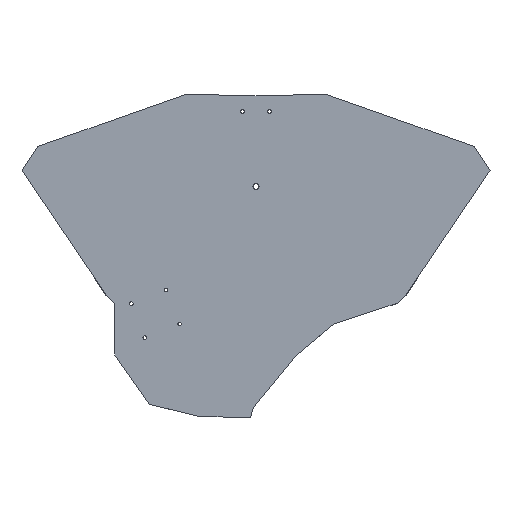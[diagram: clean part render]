
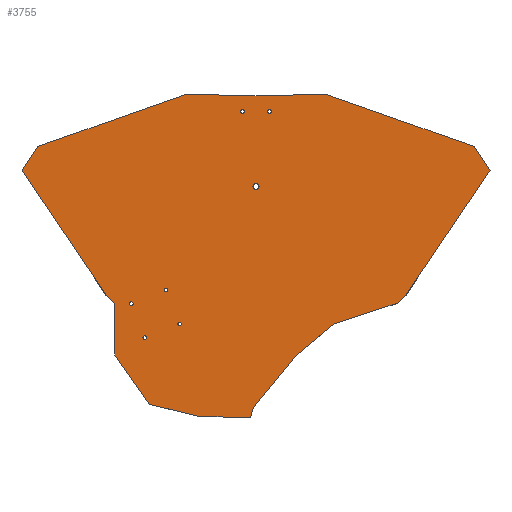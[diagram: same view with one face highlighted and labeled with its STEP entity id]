
A CAD part, top view. The second image highlights one B-rep face of the part: STEP entity #3755.
In plain terms, the highlighted planar face has unit normal (0, 0, 1).
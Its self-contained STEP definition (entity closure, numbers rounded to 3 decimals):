
#42=FACE_BOUND('',#643,.T.);
#43=FACE_BOUND('',#644,.T.);
#44=FACE_BOUND('',#645,.T.);
#45=FACE_BOUND('',#646,.T.);
#46=FACE_BOUND('',#647,.T.);
#47=FACE_BOUND('',#648,.T.);
#48=FACE_BOUND('',#649,.T.);
#219=PLANE('',#4021);
#417=FACE_OUTER_BOUND('',#642,.T.);
#642=EDGE_LOOP('',(#3506,#3507,#3508,#3509,#3510,#3511,#3512,#3513,#3514,
#3515,#3516,#3517,#3518,#3519,#3520,#3521,#3522,#3523));
#643=EDGE_LOOP('',(#3524));
#644=EDGE_LOOP('',(#3525));
#645=EDGE_LOOP('',(#3526));
#646=EDGE_LOOP('',(#3527));
#647=EDGE_LOOP('',(#3528));
#648=EDGE_LOOP('',(#3529));
#649=EDGE_LOOP('',(#3530));
#731=LINE('',#5168,#1196);
#828=LINE('',#5480,#1293);
#831=LINE('',#5485,#1296);
#833=LINE('',#5489,#1298);
#835=LINE('',#5494,#1300);
#838=LINE('',#5499,#1303);
#840=LINE('',#5503,#1305);
#842=LINE('',#5507,#1307);
#844=LINE('',#5510,#1309);
#1098=LINE('',#6012,#1563);
#1100=LINE('',#6016,#1565);
#1102=LINE('',#6020,#1567);
#1104=LINE('',#6024,#1569);
#1105=LINE('',#6026,#1570);
#1107=LINE('',#6030,#1572);
#1109=LINE('',#6034,#1574);
#1111=LINE('',#6038,#1576);
#1112=LINE('',#6040,#1577);
#1196=VECTOR('',#4151,10.);
#1293=VECTOR('',#4478,10.);
#1296=VECTOR('',#4483,10.);
#1298=VECTOR('',#4487,10.);
#1300=VECTOR('',#4491,10.);
#1303=VECTOR('',#4496,10.);
#1305=VECTOR('',#4500,10.);
#1307=VECTOR('',#4504,10.);
#1309=VECTOR('',#4508,10.);
#1563=VECTOR('',#4946,10.);
#1565=VECTOR('',#4950,10.);
#1567=VECTOR('',#4954,10.);
#1569=VECTOR('',#4958,10.);
#1570=VECTOR('',#4961,10.);
#1572=VECTOR('',#4965,10.);
#1574=VECTOR('',#4969,10.);
#1576=VECTOR('',#4973,10.);
#1577=VECTOR('',#4976,10.);
#1580=CIRCLE('',#3771,1.05);
#1582=CIRCLE('',#3774,1.05);
#1610=CIRCLE('',#3843,1.05);
#1613=CIRCLE('',#3850,1.05);
#1616=CIRCLE('',#3856,1.05);
#1619=CIRCLE('',#3862,1.05);
#1633=CIRCLE('',#4020,1.75);
#1634=VERTEX_POINT('',#4995);
#1636=VERTEX_POINT('',#5001);
#1702=VERTEX_POINT('',#5165);
#1703=VERTEX_POINT('',#5167);
#1758=VERTEX_POINT('',#5318);
#1761=VERTEX_POINT('',#5330);
#1764=VERTEX_POINT('',#5341);
#1767=VERTEX_POINT('',#5352);
#1802=VERTEX_POINT('',#5478);
#1803=VERTEX_POINT('',#5479);
#1804=VERTEX_POINT('',#5484);
#1805=VERTEX_POINT('',#5488);
#1806=VERTEX_POINT('',#5492);
#1807=VERTEX_POINT('',#5493);
#1808=VERTEX_POINT('',#5498);
#1809=VERTEX_POINT('',#5502);
#1810=VERTEX_POINT('',#5506);
#1966=VERTEX_POINT('',#6010);
#1967=VERTEX_POINT('',#6014);
#1968=VERTEX_POINT('',#6018);
#1969=VERTEX_POINT('',#6022);
#1970=VERTEX_POINT('',#6028);
#1971=VERTEX_POINT('',#6032);
#1972=VERTEX_POINT('',#6036);
#1973=VERTEX_POINT('',#6047);
#1974=EDGE_CURVE('',#1634,#1634,#1580,.T.);
#1977=EDGE_CURVE('',#1636,#1636,#1582,.T.);
#2060=EDGE_CURVE('',#1703,#1702,#731,.T.);
#2132=EDGE_CURVE('',#1758,#1758,#1610,.T.);
#2137=EDGE_CURVE('',#1761,#1761,#1613,.T.);
#2142=EDGE_CURVE('',#1764,#1764,#1616,.T.);
#2147=EDGE_CURVE('',#1767,#1767,#1619,.T.);
#2205=EDGE_CURVE('',#1802,#1803,#828,.T.);
#2208=EDGE_CURVE('',#1803,#1804,#831,.T.);
#2210=EDGE_CURVE('',#1805,#1804,#833,.T.);
#2212=EDGE_CURVE('',#1806,#1807,#835,.T.);
#2215=EDGE_CURVE('',#1807,#1808,#838,.T.);
#2217=EDGE_CURVE('',#1809,#1808,#840,.T.);
#2219=EDGE_CURVE('',#1810,#1809,#842,.T.);
#2221=EDGE_CURVE('',#1810,#1802,#844,.T.);
#2475=EDGE_CURVE('',#1805,#1966,#1098,.T.);
#2477=EDGE_CURVE('',#1966,#1967,#1100,.T.);
#2479=EDGE_CURVE('',#1967,#1968,#1102,.T.);
#2481=EDGE_CURVE('',#1968,#1969,#1104,.T.);
#2482=EDGE_CURVE('',#1969,#1703,#1105,.T.);
#2484=EDGE_CURVE('',#1702,#1970,#1107,.T.);
#2486=EDGE_CURVE('',#1970,#1971,#1109,.T.);
#2488=EDGE_CURVE('',#1971,#1972,#1111,.T.);
#2489=EDGE_CURVE('',#1972,#1806,#1112,.T.);
#2491=EDGE_CURVE('',#1973,#1973,#1633,.T.);
#3506=ORIENTED_EDGE('',*,*,#2475,.T.);
#3507=ORIENTED_EDGE('',*,*,#2477,.T.);
#3508=ORIENTED_EDGE('',*,*,#2479,.T.);
#3509=ORIENTED_EDGE('',*,*,#2481,.T.);
#3510=ORIENTED_EDGE('',*,*,#2482,.T.);
#3511=ORIENTED_EDGE('',*,*,#2060,.T.);
#3512=ORIENTED_EDGE('',*,*,#2484,.T.);
#3513=ORIENTED_EDGE('',*,*,#2486,.T.);
#3514=ORIENTED_EDGE('',*,*,#2488,.T.);
#3515=ORIENTED_EDGE('',*,*,#2489,.T.);
#3516=ORIENTED_EDGE('',*,*,#2212,.T.);
#3517=ORIENTED_EDGE('',*,*,#2215,.T.);
#3518=ORIENTED_EDGE('',*,*,#2217,.F.);
#3519=ORIENTED_EDGE('',*,*,#2219,.F.);
#3520=ORIENTED_EDGE('',*,*,#2221,.T.);
#3521=ORIENTED_EDGE('',*,*,#2205,.T.);
#3522=ORIENTED_EDGE('',*,*,#2208,.T.);
#3523=ORIENTED_EDGE('',*,*,#2210,.F.);
#3524=ORIENTED_EDGE('',*,*,#1974,.T.);
#3525=ORIENTED_EDGE('',*,*,#1977,.T.);
#3526=ORIENTED_EDGE('',*,*,#2137,.T.);
#3527=ORIENTED_EDGE('',*,*,#2142,.T.);
#3528=ORIENTED_EDGE('',*,*,#2147,.T.);
#3529=ORIENTED_EDGE('',*,*,#2132,.T.);
#3530=ORIENTED_EDGE('',*,*,#2491,.T.);
#3755=ADVANCED_FACE('',(#417,#42,#43,#44,#45,#46,#47,#48),#219,.T.);
#3771=AXIS2_PLACEMENT_3D('',#4996,#4026,#4027);
#3774=AXIS2_PLACEMENT_3D('',#5002,#4033,#4034);
#3843=AXIS2_PLACEMENT_3D('',#5320,#4298,#4299);
#3850=AXIS2_PLACEMENT_3D('',#5332,#4314,#4315);
#3856=AXIS2_PLACEMENT_3D('',#5343,#4328,#4329);
#3862=AXIS2_PLACEMENT_3D('',#5354,#4342,#4343);
#4020=AXIS2_PLACEMENT_3D('',#6048,#4988,#4989);
#4021=AXIS2_PLACEMENT_3D('',#6050,#4991,#4992);
#4026=DIRECTION('center_axis',(0.,0.,-1.));
#4027=DIRECTION('ref_axis',(-1.,0.,0.));
#4033=DIRECTION('center_axis',(0.,0.,-1.));
#4034=DIRECTION('ref_axis',(-1.,0.,0.));
#4151=DIRECTION('',(-1.,0.025,0.));
#4298=DIRECTION('center_axis',(0.,0.,-1.));
#4299=DIRECTION('ref_axis',(1.,0.,0.));
#4314=DIRECTION('center_axis',(0.,0.,-1.));
#4315=DIRECTION('ref_axis',(1.,0.,0.));
#4328=DIRECTION('center_axis',(0.,0.,-1.));
#4329=DIRECTION('ref_axis',(1.,0.,0.));
#4342=DIRECTION('center_axis',(0.,0.,-1.));
#4343=DIRECTION('ref_axis',(1.,0.,0.));
#4478=DIRECTION('',(0.636,0.772,0.));
#4483=DIRECTION('',(0.767,0.642,0.));
#4487=DIRECTION('',(-0.95,-0.312,0.));
#4491=DIRECTION('',(0.,-1.,0.));
#4496=DIRECTION('',(0.574,-0.819,0.));
#4500=DIRECTION('',(-0.972,0.236,0.));
#4504=DIRECTION('',(-1.,0.029,0.));
#4508=DIRECTION('',(0.259,0.966,0.));
#4946=DIRECTION('',(0.732,0.681,0.));
#4950=DIRECTION('',(0.56,0.829,0.));
#4954=DIRECTION('',(-0.549,0.836,0.));
#4958=DIRECTION('',(-0.943,0.333,0.));
#4961=DIRECTION('',(-1.,-0.025,0.));
#4965=DIRECTION('',(-0.943,-0.333,0.));
#4969=DIRECTION('',(-0.549,-0.836,0.));
#4973=DIRECTION('',(0.56,-0.829,0.));
#4976=DIRECTION('',(0.732,-0.681,0.));
#4988=DIRECTION('center_axis',(0.,0.,-1.));
#4989=DIRECTION('ref_axis',(-1.,0.,0.));
#4991=DIRECTION('center_axis',(0.,0.,1.));
#4992=DIRECTION('ref_axis',(1.,0.,0.));
#4995=CARTESIAN_POINT('',(-6.85,95.,3.));
#4996=CARTESIAN_POINT('Origin',(-7.9,95.,3.));
#5001=CARTESIAN_POINT('',(8.95,95.,3.));
#5002=CARTESIAN_POINT('Origin',(7.9,95.,3.));
#5165=CARTESIAN_POINT('',(-40.522,105.,3.));
#5167=CARTESIAN_POINT('',(0.,104.,3.));
#5168=CARTESIAN_POINT('',(0.,104.,3.));
#5318=CARTESIAN_POINT('',(-73.423,-16.64,3.));
#5320=CARTESIAN_POINT('Origin',(-72.373,-16.64,3.));
#5330=CARTESIAN_POINT('',(-53.207,-8.67,3.));
#5332=CARTESIAN_POINT('Origin',(-52.157,-8.67,3.));
#5341=CARTESIAN_POINT('',(-65.641,-36.388,3.));
#5343=CARTESIAN_POINT('Origin',(-64.591,-36.388,3.));
#5352=CARTESIAN_POINT('',(-45.424,-28.421,3.));
#5354=CARTESIAN_POINT('Origin',(-44.374,-28.421,3.));
#5478=CARTESIAN_POINT('',(-1.515,-76.887,3.));
#5479=CARTESIAN_POINT('',(23.385,-46.686,3.));
#5480=CARTESIAN_POINT('',(-1.515,-76.887,3.));
#5484=CARTESIAN_POINT('',(45.05,-28.559,3.));
#5485=CARTESIAN_POINT('',(1.72,-64.813,3.));
#5488=CARTESIAN_POINT('',(81.909,-16.453,3.));
#5489=CARTESIAN_POINT('',(81.909,-16.453,3.));
#5492=CARTESIAN_POINT('',(-81.909,-16.453,3.));
#5493=CARTESIAN_POINT('',(-81.909,-46.453,3.));
#5494=CARTESIAN_POINT('',(-81.909,-16.453,3.));
#5498=CARTESIAN_POINT('',(-61.834,-75.123,3.));
#5499=CARTESIAN_POINT('',(-81.909,-46.453,3.));
#5502=CARTESIAN_POINT('',(-33.292,-82.042,3.));
#5503=CARTESIAN_POINT('',(-33.292,-82.042,3.));
#5506=CARTESIAN_POINT('',(-3.133,-82.924,3.));
#5507=CARTESIAN_POINT('',(-3.133,-82.924,3.));
#5510=CARTESIAN_POINT('',(-4.75,-88.961,3.));
#6010=CARTESIAN_POINT('',(87.138,-11.592,3.));
#6012=CARTESIAN_POINT('',(87.138,-11.592,3.));
#6014=CARTESIAN_POINT('',(135.88,60.539,3.));
#6016=CARTESIAN_POINT('',(135.88,60.539,3.));
#6018=CARTESIAN_POINT('',(126.654,74.602,3.));
#6020=CARTESIAN_POINT('',(126.654,74.602,3.));
#6022=CARTESIAN_POINT('',(40.522,105.,3.));
#6024=CARTESIAN_POINT('',(40.522,105.,3.));
#6026=CARTESIAN_POINT('',(0.,104.,3.));
#6028=CARTESIAN_POINT('',(-126.654,74.602,3.));
#6030=CARTESIAN_POINT('',(-40.522,105.,3.));
#6032=CARTESIAN_POINT('',(-135.88,60.539,3.));
#6034=CARTESIAN_POINT('',(-126.654,74.602,3.));
#6036=CARTESIAN_POINT('',(-87.138,-11.592,3.));
#6038=CARTESIAN_POINT('',(-135.88,60.539,3.));
#6040=CARTESIAN_POINT('',(-87.138,-11.592,3.));
#6047=CARTESIAN_POINT('',(1.75,51.5,3.));
#6048=CARTESIAN_POINT('Origin',(0.,51.5,3.));
#6050=CARTESIAN_POINT('Origin',(0.,43.774,3.));
